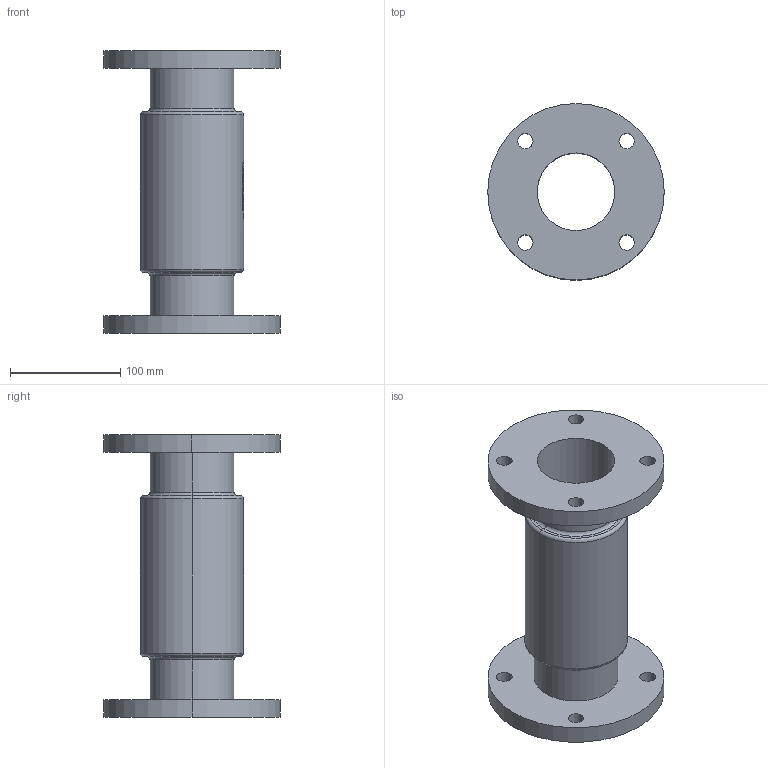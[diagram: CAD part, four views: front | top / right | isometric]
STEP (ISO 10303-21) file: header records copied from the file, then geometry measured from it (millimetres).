
FILE_DESCRIPTION (( 'STEP AP214' ), '1' );
FILE_NAME ('7120000_DN065_PN06_51420209.STEP', '2022-02-11T11:15:05', ( 'axxx' ), ( 'Hewlett-Packard Company' ), 'SwSTEP 2.0', 'SolidWorks 2019', '' );
FILE_SCHEMA (( 'AUTOMOTIVE_DESIGN' ));
Length unit declared in the file: millimetre
Products named in the file (1): 7120000_DN065_PN06_51420209
Bounding box: 160 x 160 x 256 mm (x, y, z)
Volume: 986534.1 mm3; surface area: 206644.6 mm2
Topology: 1 solids, 1 shells, 530 faces, 1372 edges, 912 vertices
Faces by surface type: plane 237, bspline 235, cylinder 50, torus 8
Entity records: 29750 total; most frequent: CARTESIAN_POINT 18346, ORIENTED_EDGE 2744, DIRECTION 1574, EDGE_CURVE 1372, VERTEX_POINT 912, LINE 724, VECTOR 724, EDGE_LOOP 616
